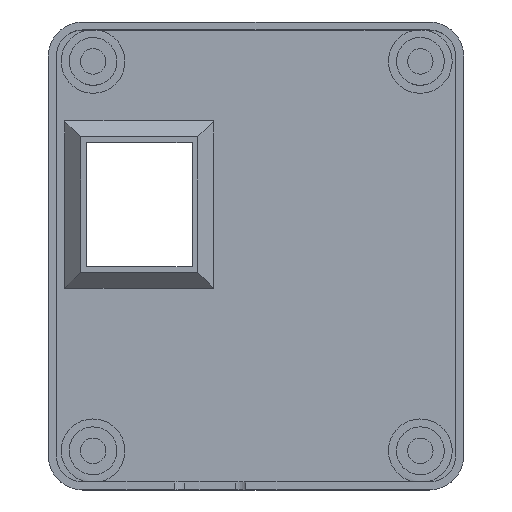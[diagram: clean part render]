
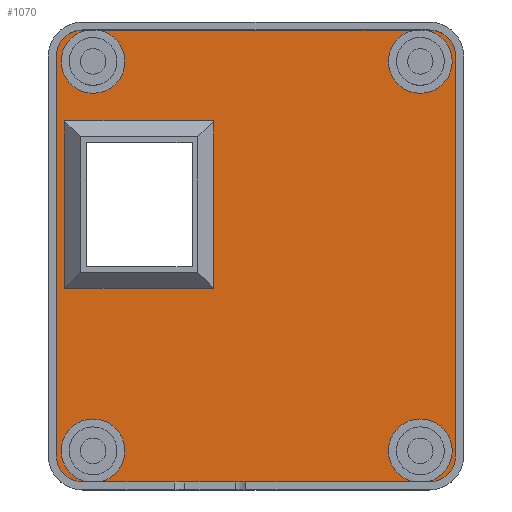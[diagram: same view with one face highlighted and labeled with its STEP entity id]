
A CAD part, top view. The second image highlights one B-rep face of the part: STEP entity #1070.
In plain terms, the highlighted planar face has unit normal (0, 0, 1).
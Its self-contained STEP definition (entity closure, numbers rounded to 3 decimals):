
#25=FACE_BOUND('',#179,.T.);
#69=PLANE('',#1170);
#113=FACE_OUTER_BOUND('',#178,.T.);
#178=EDGE_LOOP('',(#881,#882,#883,#884,#885,#886,#887,#888,#889,#890,#891,
#892,#893,#894,#895,#896,#897,#898,#899,#900));
#179=EDGE_LOOP('',(#901,#902,#903,#904));
#228=CIRCLE('',#1158,4.);
#231=CIRCLE('',#1161,4.);
#233=CIRCLE('',#1166,4.);
#236=CIRCLE('',#1169,4.);
#237=CIRCLE('',#1171,3.286);
#238=CIRCLE('',#1172,3.286);
#239=CIRCLE('',#1173,4.);
#240=CIRCLE('',#1174,4.);
#241=CIRCLE('',#1175,3.286);
#242=CIRCLE('',#1176,3.286);
#243=CIRCLE('',#1177,4.);
#244=CIRCLE('',#1178,4.);
#291=LINE('',#1641,#391);
#295=LINE('',#1649,#395);
#304=LINE('',#1667,#404);
#317=LINE('',#1691,#417);
#324=LINE('',#1723,#424);
#325=LINE('',#1729,#425);
#331=LINE('',#1738,#431);
#334=LINE('',#1761,#434);
#335=LINE('',#1764,#435);
#336=LINE('',#1766,#436);
#337=LINE('',#1772,#437);
#338=LINE('',#1776,#438);
#391=VECTOR('',#1313,10.);
#395=VECTOR('',#1319,10.);
#404=VECTOR('',#1334,10.);
#417=VECTOR('',#1359,10.);
#424=VECTOR('',#1390,10.);
#425=VECTOR('',#1391,10.);
#431=VECTOR('',#1397,10.);
#434=VECTOR('',#1418,10.);
#435=VECTOR('',#1421,10.);
#436=VECTOR('',#1422,10.);
#437=VECTOR('',#1427,10.);
#438=VECTOR('',#1430,10.);
#495=VERTEX_POINT('',#1639);
#496=VERTEX_POINT('',#1640);
#499=VERTEX_POINT('',#1648);
#505=VERTEX_POINT('',#1666);
#515=VERTEX_POINT('',#1708);
#516=VERTEX_POINT('',#1709);
#517=VERTEX_POINT('',#1713);
#520=VERTEX_POINT('',#1722);
#521=VERTEX_POINT('',#1724);
#522=VERTEX_POINT('',#1728);
#525=VERTEX_POINT('',#1736);
#527=VERTEX_POINT('',#1744);
#528=VERTEX_POINT('',#1745);
#529=VERTEX_POINT('',#1749);
#532=VERTEX_POINT('',#1758);
#533=VERTEX_POINT('',#1760);
#534=VERTEX_POINT('',#1762);
#535=VERTEX_POINT('',#1765);
#536=VERTEX_POINT('',#1767);
#537=VERTEX_POINT('',#1769);
#538=VERTEX_POINT('',#1771);
#539=VERTEX_POINT('',#1773);
#540=VERTEX_POINT('',#1775);
#541=VERTEX_POINT('',#1778);
#607=EDGE_CURVE('',#495,#496,#291,.T.);
#611=EDGE_CURVE('',#499,#495,#295,.T.);
#620=EDGE_CURVE('',#496,#505,#304,.T.);
#633=EDGE_CURVE('',#505,#499,#317,.T.);
#642=EDGE_CURVE('',#515,#517,#228,.T.);
#646=EDGE_CURVE('',#517,#516,#231,.T.);
#647=EDGE_CURVE('',#516,#520,#324,.T.);
#649=EDGE_CURVE('',#521,#522,#325,.T.);
#655=EDGE_CURVE('',#525,#515,#331,.T.);
#659=EDGE_CURVE('',#527,#529,#233,.T.);
#663=EDGE_CURVE('',#529,#528,#236,.T.);
#664=EDGE_CURVE('',#532,#525,#237,.T.);
#665=EDGE_CURVE('',#533,#532,#334,.T.);
#666=EDGE_CURVE('',#534,#533,#238,.T.);
#667=EDGE_CURVE('',#528,#534,#335,.T.);
#668=EDGE_CURVE('',#535,#527,#336,.T.);
#669=EDGE_CURVE('',#536,#535,#239,.T.);
#670=EDGE_CURVE('',#537,#536,#240,.T.);
#671=EDGE_CURVE('',#538,#537,#337,.T.);
#672=EDGE_CURVE('',#539,#538,#241,.T.);
#673=EDGE_CURVE('',#540,#539,#338,.T.);
#674=EDGE_CURVE('',#522,#540,#242,.T.);
#675=EDGE_CURVE('',#541,#521,#243,.T.);
#676=EDGE_CURVE('',#520,#541,#244,.T.);
#881=ORIENTED_EDGE('',*,*,#642,.F.);
#882=ORIENTED_EDGE('',*,*,#655,.F.);
#883=ORIENTED_EDGE('',*,*,#664,.F.);
#884=ORIENTED_EDGE('',*,*,#665,.F.);
#885=ORIENTED_EDGE('',*,*,#666,.F.);
#886=ORIENTED_EDGE('',*,*,#667,.F.);
#887=ORIENTED_EDGE('',*,*,#663,.F.);
#888=ORIENTED_EDGE('',*,*,#659,.F.);
#889=ORIENTED_EDGE('',*,*,#668,.F.);
#890=ORIENTED_EDGE('',*,*,#669,.F.);
#891=ORIENTED_EDGE('',*,*,#670,.F.);
#892=ORIENTED_EDGE('',*,*,#671,.F.);
#893=ORIENTED_EDGE('',*,*,#672,.F.);
#894=ORIENTED_EDGE('',*,*,#673,.F.);
#895=ORIENTED_EDGE('',*,*,#674,.F.);
#896=ORIENTED_EDGE('',*,*,#649,.F.);
#897=ORIENTED_EDGE('',*,*,#675,.F.);
#898=ORIENTED_EDGE('',*,*,#676,.F.);
#899=ORIENTED_EDGE('',*,*,#647,.F.);
#900=ORIENTED_EDGE('',*,*,#646,.F.);
#901=ORIENTED_EDGE('',*,*,#607,.T.);
#902=ORIENTED_EDGE('',*,*,#620,.T.);
#903=ORIENTED_EDGE('',*,*,#633,.T.);
#904=ORIENTED_EDGE('',*,*,#611,.T.);
#1070=ADVANCED_FACE('',(#113,#25),#69,.T.);
#1158=AXIS2_PLACEMENT_3D('',#1714,#1379,#1380);
#1161=AXIS2_PLACEMENT_3D('',#1720,#1386,#1387);
#1166=AXIS2_PLACEMENT_3D('',#1750,#1405,#1406);
#1169=AXIS2_PLACEMENT_3D('',#1756,#1412,#1413);
#1170=AXIS2_PLACEMENT_3D('',#1757,#1414,#1415);
#1171=AXIS2_PLACEMENT_3D('',#1759,#1416,#1417);
#1172=AXIS2_PLACEMENT_3D('',#1763,#1419,#1420);
#1173=AXIS2_PLACEMENT_3D('',#1768,#1423,#1424);
#1174=AXIS2_PLACEMENT_3D('',#1770,#1425,#1426);
#1175=AXIS2_PLACEMENT_3D('',#1774,#1428,#1429);
#1176=AXIS2_PLACEMENT_3D('',#1777,#1431,#1432);
#1177=AXIS2_PLACEMENT_3D('',#1779,#1433,#1434);
#1178=AXIS2_PLACEMENT_3D('',#1780,#1435,#1436);
#1313=DIRECTION('',(-1.,0.,0.));
#1319=DIRECTION('',(0.,-1.,0.));
#1334=DIRECTION('',(0.,1.,0.));
#1359=DIRECTION('',(1.,0.,0.));
#1379=DIRECTION('center_axis',(0.,0.,1.));
#1380=DIRECTION('ref_axis',(-0.228,0.974,0.));
#1386=DIRECTION('center_axis',(0.,0.,1.));
#1387=DIRECTION('ref_axis',(-0.228,0.974,0.));
#1390=DIRECTION('',(-1.,0.,0.));
#1391=DIRECTION('',(-1.,0.,0.));
#1397=DIRECTION('',(-1.,0.,0.));
#1405=DIRECTION('center_axis',(0.,0.,1.));
#1406=DIRECTION('ref_axis',(0.188,-0.982,0.));
#1412=DIRECTION('center_axis',(0.,0.,1.));
#1413=DIRECTION('ref_axis',(0.188,-0.982,0.));
#1414=DIRECTION('center_axis',(0.,0.,1.));
#1415=DIRECTION('ref_axis',(1.,0.,0.));
#1416=DIRECTION('center_axis',(0.,0.,-1.));
#1417=DIRECTION('ref_axis',(0.,-1.,0.));
#1418=DIRECTION('',(0.,-1.,0.));
#1419=DIRECTION('center_axis',(0.,0.,-1.));
#1420=DIRECTION('ref_axis',(1.,0.,0.));
#1421=DIRECTION('',(1.,0.,0.));
#1422=DIRECTION('',(1.,0.,0.));
#1423=DIRECTION('center_axis',(0.,0.,1.));
#1424=DIRECTION('ref_axis',(0.188,-0.982,0.));
#1425=DIRECTION('center_axis',(0.,0.,1.));
#1426=DIRECTION('ref_axis',(0.188,-0.982,0.));
#1427=DIRECTION('',(1.,0.,0.));
#1428=DIRECTION('center_axis',(0.,0.,-1.));
#1429=DIRECTION('ref_axis',(0.,1.,0.));
#1430=DIRECTION('',(0.,1.,0.));
#1431=DIRECTION('center_axis',(0.,0.,-1.));
#1432=DIRECTION('ref_axis',(-1.,0.,0.));
#1433=DIRECTION('center_axis',(0.,0.,1.));
#1434=DIRECTION('ref_axis',(-0.228,0.974,0.));
#1435=DIRECTION('center_axis',(0.,0.,1.));
#1436=DIRECTION('ref_axis',(-0.228,0.974,0.));
#1639=CARTESIAN_POINT('',(18.751,23.34,-3.));
#1640=CARTESIAN_POINT('',(0.051,23.34,-3.));
#1641=CARTESIAN_POINT('',(20.409,23.34,-3.));
#1648=CARTESIAN_POINT('',(18.751,44.34,-3.));
#1649=CARTESIAN_POINT('',(18.751,34.861,-3.));
#1666=CARTESIAN_POINT('',(0.051,44.34,-3.));
#1667=CARTESIAN_POINT('',(0.051,26.361,-3.));
#1691=CARTESIAN_POINT('',(13.059,44.34,-3.));
#1708=CARTESIAN_POINT('',(45.495,-1.,-3.));
#1709=CARTESIAN_POINT('',(43.913,-1.,-3.));
#1713=CARTESIAN_POINT('',(45.616,-0.974,-3.));
#1714=CARTESIAN_POINT('Origin',(44.704,2.921,-3.));
#1720=CARTESIAN_POINT('Origin',(44.704,2.921,-3.));
#1722=CARTESIAN_POINT('',(4.395,-1.,-3.));
#1723=CARTESIAN_POINT('',(34.957,-1.,-3.));
#1724=CARTESIAN_POINT('',(2.813,-1.,-3.));
#1728=CARTESIAN_POINT('',(2.286,-1.,-3.));
#1729=CARTESIAN_POINT('',(34.957,-1.,-3.));
#1736=CARTESIAN_POINT('',(45.847,-1.,-3.));
#1738=CARTESIAN_POINT('',(34.957,-1.,-3.));
#1744=CARTESIAN_POINT('',(44.051,55.762,-3.));
#1745=CARTESIAN_POINT('',(45.357,55.762,-3.));
#1749=CARTESIAN_POINT('',(43.951,55.745,-3.));
#1750=CARTESIAN_POINT('Origin',(44.704,51.816,-3.));
#1756=CARTESIAN_POINT('Origin',(44.704,51.816,-3.));
#1757=CARTESIAN_POINT('Origin',(24.067,27.381,-3.));
#1758=CARTESIAN_POINT('',(49.133,2.286,-3.));
#1759=CARTESIAN_POINT('Origin',(45.847,2.286,-3.));
#1760=CARTESIAN_POINT('',(49.133,52.476,-3.));
#1761=CARTESIAN_POINT('',(49.133,39.929,-3.));
#1762=CARTESIAN_POINT('',(45.847,55.762,-3.));
#1763=CARTESIAN_POINT('Origin',(45.847,52.476,-3.));
#1764=CARTESIAN_POINT('',(13.176,55.762,-3.));
#1765=CARTESIAN_POINT('',(4.257,55.762,-3.));
#1766=CARTESIAN_POINT('',(13.176,55.762,-3.));
#1767=CARTESIAN_POINT('',(2.851,55.745,-3.));
#1768=CARTESIAN_POINT('Origin',(3.604,51.816,-3.));
#1769=CARTESIAN_POINT('',(2.951,55.762,-3.));
#1770=CARTESIAN_POINT('Origin',(3.604,51.816,-3.));
#1771=CARTESIAN_POINT('',(2.286,55.762,-3.));
#1772=CARTESIAN_POINT('',(13.176,55.762,-3.));
#1773=CARTESIAN_POINT('',(-1.,52.476,-3.));
#1774=CARTESIAN_POINT('Origin',(2.286,52.476,-3.));
#1775=CARTESIAN_POINT('',(-1.,2.286,-3.));
#1776=CARTESIAN_POINT('',(-1.,14.834,-3.));
#1777=CARTESIAN_POINT('Origin',(2.286,2.286,-3.));
#1778=CARTESIAN_POINT('',(4.516,-0.974,-3.));
#1779=CARTESIAN_POINT('Origin',(3.604,2.921,-3.));
#1780=CARTESIAN_POINT('Origin',(3.604,2.921,-3.));
